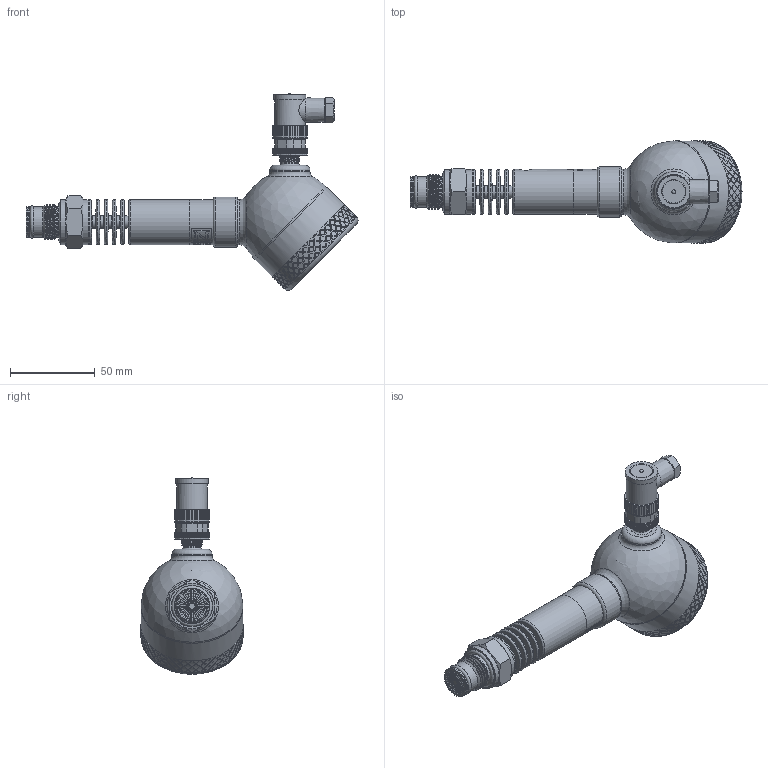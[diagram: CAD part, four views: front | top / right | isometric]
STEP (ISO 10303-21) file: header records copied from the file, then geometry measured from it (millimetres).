
FILE_DESCRIPTION(/* description */ (''),/* implementation_level */ '2;1');
FILE_NAME(/* name */ 'APZ3420mFH_G1''2DIN-solidflush_radiator_2.step',/* time_stamp */ '2021-07-07T16:31:13+03:00',/* author */ (''),/* organization */ (''),/* preprocessor_version */ 'ST-DEVELOPER v18.1',/* originating_system */ 'Autodesk Translation Framework v10.9.0.1377',/* authorisation */ '');
FILE_SCHEMA (('AUTOMOTIVE_DESIGN { 1 0 10303 214 3 1 1 }'));
Length unit declared in the file: millimetre
Products named in the file (8): АПЗ420М-полевойкорпус-
заполненный; Заполненный полевой 
корпус v13; Main body; Cover without display; M12x1 adapter; M12x1 female angular v10; G1\2 flush diaphragm; shell radiator
Assembly tree (7 placements, depth 3):
  АПЗ420М-полевойкорпус-
заполненный
    Заполненный полевой 
корпус v13
      Main body
      Cover without display
      M12x1 adapter
      M12x1 female angular v10
    G1\2 flush diaphragm
    shell radiator
Bounding box: 195.42 x 60.1 x 115.69 mm (x, y, z)
Volume: 263520.3 mm3; surface area: 49814.7 mm2
Topology: 9 solids, 9 shells, 1677 faces, 4152 edges, 2751 vertices
Faces by surface type: bspline 910, cylinder 492, plane 188, torus 53, cone 32, sphere 2
Full cylindrical faces by diameter (mm): 1 x4, 2 x2, 4 x1, 7 x1, 7.183 x1, 7.5 x5, 8 x1, 9.3 x1, 9.471 x2, 10.5 x2, 10.741 x7, 11.035 x4, 11.156 x1, 11.884 x6, 12.152 x4, 13 x1, 15 x1, 17.4 x1, 18 x4, 18.4 x1, 18.631 x2, 19 x1, 19.7 x1, 21.6 x1, 21.767 x1, 22.4 x1, 23.6 x1, 24 x1, 24.5 x4, 26.5 x5
Entity records: 70114 total; most frequent: CARTESIAN_POINT 37038, ORIENTED_EDGE 8302, EDGE_CURVE 4151, DIRECTION 3952, VERTEX_POINT 2751, B_SPLINE_CURVE_WITH_KNOTS 2584, EDGE_LOOP 1944, FACE_OUTER_BOUND 1677
